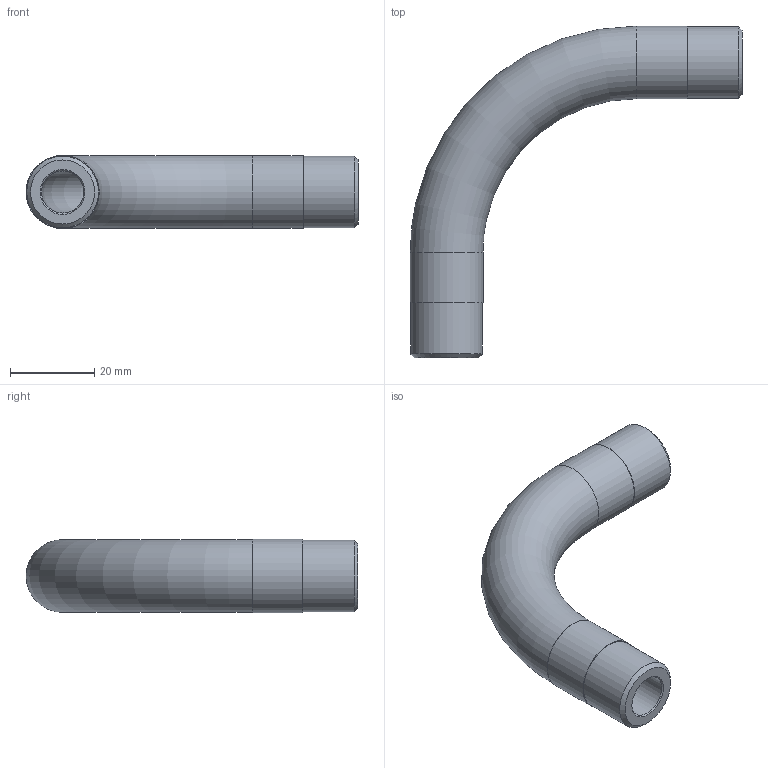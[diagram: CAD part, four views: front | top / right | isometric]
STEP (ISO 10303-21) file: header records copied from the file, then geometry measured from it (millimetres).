
FILE_DESCRIPTION(/* description */ (''),/* implementation_level */ '2;1');
FILE_NAME(/* name */ 'KI-305-010 Aschl.stp',/* time_stamp */ '2016-09-14T11:04:38+02:00',/* author */ ('hochmair'),/* organization */ (''),/* preprocessor_version */ 'ST-DEVELOPER v15.6',/* originating_system */ 'Autodesk Inventor 2015',/* authorisation */ '');
FILE_SCHEMA (('AUTOMOTIVE_DESIGN { 1 0 10303 214 3 1 1 }'));
Length unit declared in the file: millimetre
Products named in the file (1): TB10212180
Bounding box: 78.68 x 78.6 x 17.36 mm (x, y, z)
Volume: 18429.4 mm3; surface area: 10549.2 mm2
Topology: 1 solids, 1 shells, 17 faces, 29 edges, 17 vertices
Faces by surface type: cylinder 6, plane 5, cone 4, torus 2
Full cylindrical faces by diameter (mm): 10 x2, 17 x2, 17.2 x1, 17.356 x1
Entity records: 379 total; most frequent: DIRECTION 70, CARTESIAN_POINT 52, AXIS2_PLACEMENT_3D 35, EDGE_LOOP 34, ORIENTED_EDGE 34, FACE_BOUND 17, FACE_OUTER_BOUND 17, CIRCLE 17
